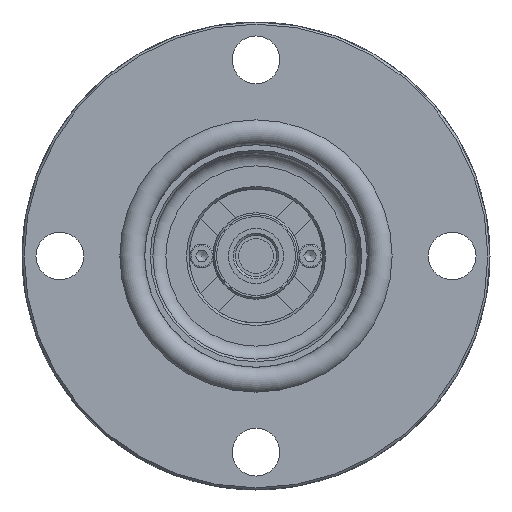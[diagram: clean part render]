
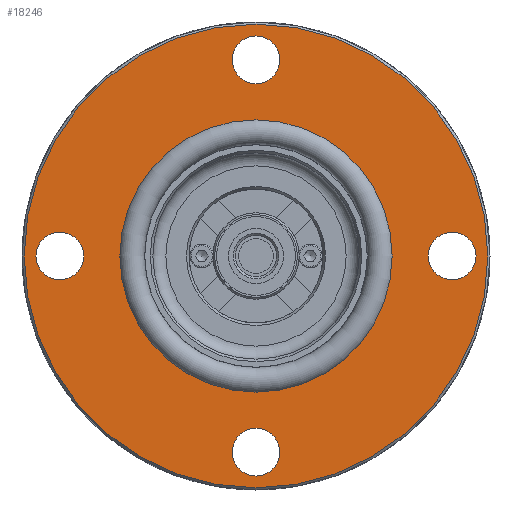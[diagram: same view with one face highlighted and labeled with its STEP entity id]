
A CAD part, left-side view. The second image highlights one B-rep face of the part: STEP entity #18246.
In plain terms, the highlighted planar face has unit normal (-1, 0, 0).
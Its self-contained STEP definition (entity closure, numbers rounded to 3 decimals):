
#654=FACE_BOUND('',#5861,.T.);
#655=FACE_BOUND('',#5862,.T.);
#656=FACE_BOUND('',#5863,.T.);
#657=FACE_BOUND('',#5864,.T.);
#658=FACE_BOUND('',#5865,.T.);
#4215=PLANE('',#19412);
#4790=FACE_OUTER_BOUND('',#5860,.T.);
#5860=EDGE_LOOP('',(#12802));
#5861=EDGE_LOOP('',(#12803,#12804));
#5862=EDGE_LOOP('',(#12805,#12806));
#5863=EDGE_LOOP('',(#12807,#12808));
#5864=EDGE_LOOP('',(#12809,#12810));
#5865=EDGE_LOOP('',(#12811,#12812));
#7019=CIRCLE('',#19401,53.475);
#7029=CIRCLE('',#19413,31.4);
#7030=CIRCLE('',#19414,31.4);
#7031=CIRCLE('',#19415,5.5);
#7032=CIRCLE('',#19416,5.5);
#7033=CIRCLE('',#19417,5.5);
#7034=CIRCLE('',#19418,5.5);
#7035=CIRCLE('',#19419,5.5);
#7036=CIRCLE('',#19420,5.5);
#7037=CIRCLE('',#19421,5.5);
#7038=CIRCLE('',#19422,5.5);
#7768=VERTEX_POINT('',#24352);
#7786=VERTEX_POINT('',#24392);
#7787=VERTEX_POINT('',#24393);
#7788=VERTEX_POINT('',#24396);
#7789=VERTEX_POINT('',#24397);
#7790=VERTEX_POINT('',#24400);
#7791=VERTEX_POINT('',#24401);
#7792=VERTEX_POINT('',#24404);
#7793=VERTEX_POINT('',#24405);
#7794=VERTEX_POINT('',#24408);
#7795=VERTEX_POINT('',#24409);
#9752=EDGE_CURVE('',#7768,#7768,#7019,.T.);
#9771=EDGE_CURVE('',#7786,#7787,#7029,.T.);
#9772=EDGE_CURVE('',#7787,#7786,#7030,.T.);
#9773=EDGE_CURVE('',#7788,#7789,#7031,.T.);
#9774=EDGE_CURVE('',#7789,#7788,#7032,.T.);
#9775=EDGE_CURVE('',#7790,#7791,#7033,.T.);
#9776=EDGE_CURVE('',#7791,#7790,#7034,.T.);
#9777=EDGE_CURVE('',#7792,#7793,#7035,.T.);
#9778=EDGE_CURVE('',#7793,#7792,#7036,.T.);
#9779=EDGE_CURVE('',#7794,#7795,#7037,.T.);
#9780=EDGE_CURVE('',#7795,#7794,#7038,.T.);
#12802=ORIENTED_EDGE('',*,*,#9752,.F.);
#12803=ORIENTED_EDGE('',*,*,#9771,.T.);
#12804=ORIENTED_EDGE('',*,*,#9772,.T.);
#12805=ORIENTED_EDGE('',*,*,#9773,.T.);
#12806=ORIENTED_EDGE('',*,*,#9774,.T.);
#12807=ORIENTED_EDGE('',*,*,#9775,.T.);
#12808=ORIENTED_EDGE('',*,*,#9776,.T.);
#12809=ORIENTED_EDGE('',*,*,#9777,.T.);
#12810=ORIENTED_EDGE('',*,*,#9778,.T.);
#12811=ORIENTED_EDGE('',*,*,#9779,.T.);
#12812=ORIENTED_EDGE('',*,*,#9780,.T.);
#18246=ADVANCED_FACE('',(#4790,#654,#655,#656,#657,#658),#4215,.T.);
#19401=AXIS2_PLACEMENT_3D('',#24354,#20824,#20825);
#19412=AXIS2_PLACEMENT_3D('',#24391,#20855,#20856);
#19413=AXIS2_PLACEMENT_3D('',#24394,#20857,#20858);
#19414=AXIS2_PLACEMENT_3D('',#24395,#20859,#20860);
#19415=AXIS2_PLACEMENT_3D('',#24398,#20861,#20862);
#19416=AXIS2_PLACEMENT_3D('',#24399,#20863,#20864);
#19417=AXIS2_PLACEMENT_3D('',#24402,#20865,#20866);
#19418=AXIS2_PLACEMENT_3D('',#24403,#20867,#20868);
#19419=AXIS2_PLACEMENT_3D('',#24406,#20869,#20870);
#19420=AXIS2_PLACEMENT_3D('',#24407,#20871,#20872);
#19421=AXIS2_PLACEMENT_3D('',#24410,#20873,#20874);
#19422=AXIS2_PLACEMENT_3D('',#24411,#20875,#20876);
#20824=DIRECTION('center_axis',(1.,0.,0.));
#20825=DIRECTION('ref_axis',(0.,-1.,0.));
#20855=DIRECTION('center_axis',(-1.,0.,0.));
#20856=DIRECTION('ref_axis',(0.,0.,1.));
#20857=DIRECTION('center_axis',(1.,0.,0.));
#20858=DIRECTION('ref_axis',(0.,1.,0.));
#20859=DIRECTION('center_axis',(1.,0.,0.));
#20860=DIRECTION('ref_axis',(0.,1.,0.));
#20861=DIRECTION('center_axis',(1.,0.,0.));
#20862=DIRECTION('ref_axis',(0.,1.,0.));
#20863=DIRECTION('center_axis',(1.,0.,0.));
#20864=DIRECTION('ref_axis',(0.,1.,0.));
#20865=DIRECTION('center_axis',(1.,0.,0.));
#20866=DIRECTION('ref_axis',(0.,0.,1.));
#20867=DIRECTION('center_axis',(1.,0.,0.));
#20868=DIRECTION('ref_axis',(0.,0.,1.));
#20869=DIRECTION('center_axis',(1.,0.,0.));
#20870=DIRECTION('ref_axis',(0.,-1.,0.));
#20871=DIRECTION('center_axis',(1.,0.,0.));
#20872=DIRECTION('ref_axis',(0.,-1.,0.));
#20873=DIRECTION('center_axis',(1.,0.,0.));
#20874=DIRECTION('ref_axis',(0.,0.,-1.));
#20875=DIRECTION('center_axis',(1.,0.,0.));
#20876=DIRECTION('ref_axis',(0.,0.,-1.));
#24352=CARTESIAN_POINT('',(-20.8,53.475,0.));
#24354=CARTESIAN_POINT('Origin',(-20.8,0.,0.));
#24391=CARTESIAN_POINT('Origin',(-20.8,42.688,0.));
#24392=CARTESIAN_POINT('',(-20.8,31.4,0.));
#24393=CARTESIAN_POINT('',(-20.8,-31.4,0.));
#24394=CARTESIAN_POINT('Origin',(-20.8,0.,0.));
#24395=CARTESIAN_POINT('Origin',(-20.8,0.,0.));
#24396=CARTESIAN_POINT('',(-20.8,5.5,45.25));
#24397=CARTESIAN_POINT('',(-20.8,-5.5,45.25));
#24398=CARTESIAN_POINT('Origin',(-20.8,0.,45.25));
#24399=CARTESIAN_POINT('Origin',(-20.8,0.,45.25));
#24400=CARTESIAN_POINT('',(-20.8,-45.25,5.5));
#24401=CARTESIAN_POINT('',(-20.8,-45.25,-5.5));
#24402=CARTESIAN_POINT('Origin',(-20.8,-45.25,0.));
#24403=CARTESIAN_POINT('Origin',(-20.8,-45.25,0.));
#24404=CARTESIAN_POINT('',(-20.8,-5.5,-45.25));
#24405=CARTESIAN_POINT('',(-20.8,5.5,-45.25));
#24406=CARTESIAN_POINT('Origin',(-20.8,0.,-45.25));
#24407=CARTESIAN_POINT('Origin',(-20.8,0.,-45.25));
#24408=CARTESIAN_POINT('',(-20.8,45.25,-5.5));
#24409=CARTESIAN_POINT('',(-20.8,45.25,5.5));
#24410=CARTESIAN_POINT('Origin',(-20.8,45.25,0.));
#24411=CARTESIAN_POINT('Origin',(-20.8,45.25,0.));
